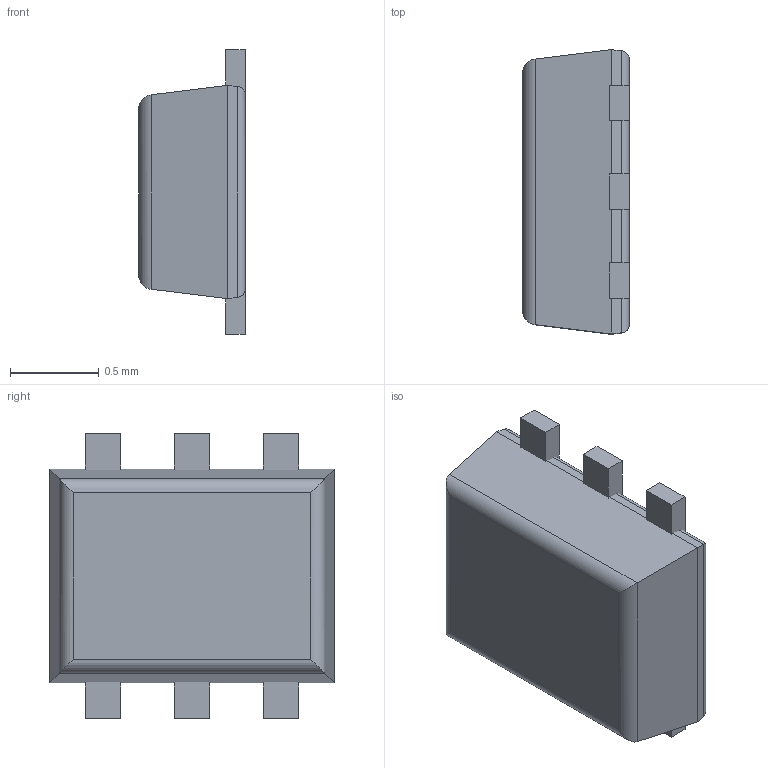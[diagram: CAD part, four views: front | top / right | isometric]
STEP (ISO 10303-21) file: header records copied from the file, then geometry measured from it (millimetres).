
FILE_DESCRIPTION(/* description */ ('Unknown'),/* implementation_level */ '2;1');
FILE_NAME(/* name */ 'updated SOT-563',/* time_stamp */ '2019-09-27T09:58:30+08:00',/* author */ ('Unknown'),/* organization */ ('Unknown'),/* preprocessor_version */ 'ST-DEVELOPER v16.7',/* originating_system */ 'DEX',/* authorisation */ $);
FILE_SCHEMA (('AUTOMOTIVE_DESIGN {1 0 10303 214 3 1 1}'));
Length unit declared in the file: millimetre
Products named in the file (3): SOT-563; LDF; Mold
Assembly tree (2 placements, depth 2):
  SOT-563
    LDF
    Mold
Bounding box: 0.6 x 1.6 x 1.6 mm (x, y, z)
Volume: 1.2 mm3; surface area: 10.9 mm2
Topology: 7 solids, 7 shells, 104 faces, 244 edges, 154 vertices
Faces by surface type: plane 96, cylinder 8
Entity records: 2989 total; most frequent: CARTESIAN_POINT 505, ORIENTED_EDGE 488, DIRECTION 466, EDGE_CURVE 244, LINE 236, VECTOR 236, VERTEX_POINT 154, AXIS2_PLACEMENT_3D 115
